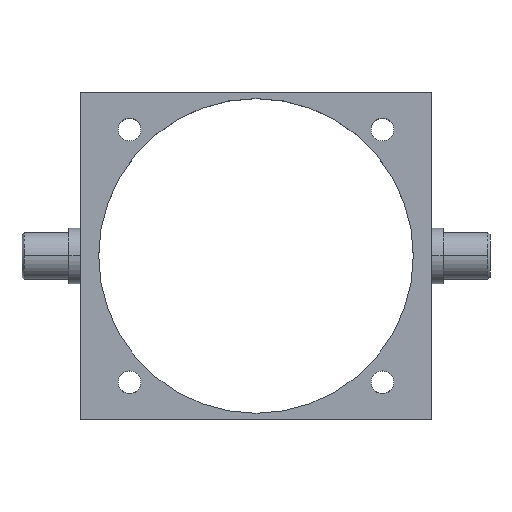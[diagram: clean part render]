
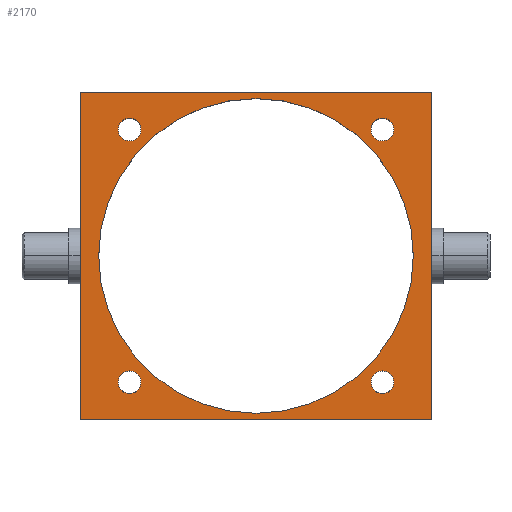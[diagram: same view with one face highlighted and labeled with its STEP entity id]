
A CAD part, top view. The second image highlights one B-rep face of the part: STEP entity #2170.
In plain terms, the highlighted planar face has unit normal (0, 0, 1).
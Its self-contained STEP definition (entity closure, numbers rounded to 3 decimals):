
#17 = ORIENTED_EDGE ( 'NONE', *, *, #851, .F. ) ;
#18 = ORIENTED_EDGE ( 'NONE', *, *, #819, .F. ) ;
#36 = ORIENTED_EDGE ( 'NONE', *, *, #809, .T. ) ;
#37 = ORIENTED_EDGE ( 'NONE', *, *, #810, .F. ) ;
#45 = ORIENTED_EDGE ( 'NONE', *, *, #740, .F. ) ;
#47 = ORIENTED_EDGE ( 'NONE', *, *, #797, .T. ) ;
#49 = ORIENTED_EDGE ( 'NONE', *, *, #984, .F. ) ;
#55 = ORIENTED_EDGE ( 'NONE', *, *, #733, .F. ) ;
#66 = ORIENTED_EDGE ( 'NONE', *, *, #960, .F. ) ;
#92 = ORIENTED_EDGE ( 'NONE', *, *, #914, .F. ) ;
#110 = ORIENTED_EDGE ( 'NONE', *, *, #787, .F. ) ;
#121 = ORIENTED_EDGE ( 'NONE', *, *, #815, .T. ) ;
#124 = ORIENTED_EDGE ( 'NONE', *, *, #922, .F. ) ;
#135 = ORIENTED_EDGE ( 'NONE', *, *, #772, .T. ) ;
#194 = DIRECTION ( 'NONE',  ( 1., 0., 0. ) ) ;
#195 = DIRECTION ( 'NONE',  ( 0., 0., 1. ) ) ;
#197 = CARTESIAN_POINT ( 'NONE',  ( 135., 135., 30. ) ) ;
#225 = CARTESIAN_POINT ( 'NONE',  ( 0., 0., 30. ) ) ;
#232 = DIRECTION ( 'NONE',  ( 0., 0., 1. ) ) ;
#236 = DIRECTION ( 'NONE',  ( 1., 0., 0. ) ) ;
#252 = VERTEX_POINT ( 'NONE', #319 ) ;
#258 = VERTEX_POINT ( 'NONE', #324 ) ;
#273 = VERTEX_POINT ( 'NONE', #335 ) ;
#274 = VERTEX_POINT ( 'NONE', #336 ) ;
#275 = VERTEX_POINT ( 'NONE', #337 ) ;
#298 = VERTEX_POINT ( 'NONE', #356 ) ;
#302 = CARTESIAN_POINT ( 'NONE',  ( 135., -135., 30. ) ) ;
#304 = VERTEX_POINT ( 'NONE', #363 ) ;
#319 = CARTESIAN_POINT ( 'NONE',  ( -122.875, -135., 30. ) ) ;
#324 = CARTESIAN_POINT ( 'NONE',  ( 187.5, 175., 30. ) ) ;
#335 = CARTESIAN_POINT ( 'NONE',  ( 147.125, -135., 30. ) ) ;
#336 = CARTESIAN_POINT ( 'NONE',  ( 122.875, 135., 30. ) ) ;
#337 = CARTESIAN_POINT ( 'NONE',  ( -187.5, 175., 30. ) ) ;
#356 = CARTESIAN_POINT ( 'NONE',  ( 122.875, -135., 30. ) ) ;
#363 = CARTESIAN_POINT ( 'NONE',  ( 168.1, 0., 30. ) ) ;
#368 = CARTESIAN_POINT ( 'NONE',  ( -187.5, -175., 30. ) ) ;
#373 = CARTESIAN_POINT ( 'NONE',  ( -168.1, 0., 30. ) ) ;
#374 = CARTESIAN_POINT ( 'NONE',  ( 187.5, -175., 30. ) ) ;
#376 = CARTESIAN_POINT ( 'NONE',  ( 147.125, 135., 30. ) ) ;
#380 = CARTESIAN_POINT ( 'NONE',  ( -122.875, 135., 30. ) ) ;
#382 = CARTESIAN_POINT ( 'NONE',  ( -147.125, 135., 30. ) ) ;
#399 = CARTESIAN_POINT ( 'NONE',  ( -147.125, -135., 30. ) ) ;
#403 = VERTEX_POINT ( 'NONE', #368 ) ;
#407 = VERTEX_POINT ( 'NONE', #373 ) ;
#408 = VERTEX_POINT ( 'NONE', #374 ) ;
#410 = VERTEX_POINT ( 'NONE', #376 ) ;
#413 = VERTEX_POINT ( 'NONE', #380 ) ;
#415 = VERTEX_POINT ( 'NONE', #382 ) ;
#461 = CARTESIAN_POINT ( 'NONE',  ( -187.5, -175., 30. ) ) ;
#469 = DIRECTION ( 'NONE',  ( 1., 0., 0. ) ) ;
#510 = VERTEX_POINT ( 'NONE', #399 ) ;
#517 = CARTESIAN_POINT ( 'NONE',  ( -187.5, 175., 30. ) ) ;
#525 = DIRECTION ( 'NONE',  ( -1., 0., 0. ) ) ;
#569 = CARTESIAN_POINT ( 'NONE',  ( -135., 135., 30. ) ) ;
#574 = DIRECTION ( 'NONE',  ( 1., 0., 0. ) ) ;
#575 = DIRECTION ( 'NONE',  ( 0., 0., 1. ) ) ;
#576 = DIRECTION ( 'NONE',  ( 0., -1., 0. ) ) ;
#577 = CARTESIAN_POINT ( 'NONE',  ( -187.5, 175., 30. ) ) ;
#578 = CARTESIAN_POINT ( 'NONE',  ( 135., -135., 30. ) ) ;
#662 = DIRECTION ( 'NONE',  ( 0., 1., 0. ) ) ;
#670 = CARTESIAN_POINT ( 'NONE',  ( 187.5, 175., 30. ) ) ;
#684 = DIRECTION ( 'NONE',  ( 0., 0., 1. ) ) ;
#697 = DIRECTION ( 'NONE',  ( 1., 0., 0. ) ) ;
#733 = EDGE_CURVE ( 'NONE', #407, #304, #2125, .T. ) ;
#740 = EDGE_CURVE ( 'NONE', #274, #410, #1974, .T. ) ;
#750 = AXIS2_PLACEMENT_3D ( 'NONE', #197, #195, #194 ) ;
#753 = AXIS2_PLACEMENT_3D ( 'NONE', #225, #232, #236 ) ;
#772 = EDGE_CURVE ( 'NONE', #403, #408, #1689, .T. ) ;
#783 = AXIS2_PLACEMENT_3D ( 'NONE', #1513, #1516, #1517 ) ;
#787 = EDGE_CURVE ( 'NONE', #413, #415, #1691, .T. ) ;
#788 = AXIS2_PLACEMENT_3D ( 'NONE', #2274, #2259, #2202 ) ;
#790 = AXIS2_PLACEMENT_3D ( 'NONE', #302, #1247, #1291 ) ;
#797 = EDGE_CURVE ( 'NONE', #408, #258, #1956, .T. ) ;
#809 = EDGE_CURVE ( 'NONE', #275, #403, #1997, .T. ) ;
#810 = EDGE_CURVE ( 'NONE', #298, #273, #1587, .T. ) ;
#815 = EDGE_CURVE ( 'NONE', #258, #275, #1588, .T. ) ;
#819 = EDGE_CURVE ( 'NONE', #273, #298, #1597, .T. ) ;
#831 = AXIS2_PLACEMENT_3D ( 'NONE', #1177, #1071, #996 ) ;
#832 = AXIS2_PLACEMENT_3D ( 'NONE', #1065, #1001, #1073 ) ;
#851 = EDGE_CURVE ( 'NONE', #510, #252, #1826, .T. ) ;
#907 = AXIS2_PLACEMENT_3D ( 'NONE', #569, #684, #697 ) ;
#910 = AXIS2_PLACEMENT_3D ( 'NONE', #578, #575, #574 ) ;
#914 = EDGE_CURVE ( 'NONE', #252, #510, #1657, .T. ) ;
#922 = EDGE_CURVE ( 'NONE', #410, #274, #1905, .T. ) ;
#944 = AXIS2_PLACEMENT_3D ( 'NONE', #2283, #2398, #2417 ) ;
#947 = AXIS2_PLACEMENT_3D ( 'NONE', #1325, #1307, #1264 ) ;
#960 = EDGE_CURVE ( 'NONE', #304, #407, #1698, .T. ) ;
#984 = EDGE_CURVE ( 'NONE', #415, #413, #1842, .T. ) ;
#996 = DIRECTION ( 'NONE',  ( 1., 0., 0. ) ) ;
#1001 = DIRECTION ( 'NONE',  ( 0., 0., 1. ) ) ;
#1065 = CARTESIAN_POINT ( 'NONE',  ( -135., -135., 30. ) ) ;
#1071 = DIRECTION ( 'NONE',  ( 0., 0., 1. ) ) ;
#1073 = DIRECTION ( 'NONE',  ( 1., 0., 0. ) ) ;
#1177 = CARTESIAN_POINT ( 'NONE',  ( 135., 135., 30. ) ) ;
#1247 = DIRECTION ( 'NONE',  ( 0., 0., 1. ) ) ;
#1264 = DIRECTION ( 'NONE',  ( 1., 0., 0. ) ) ;
#1291 = DIRECTION ( 'NONE',  ( 1., 0., 0. ) ) ;
#1307 = DIRECTION ( 'NONE',  ( 0., 0., 1. ) ) ;
#1325 = CARTESIAN_POINT ( 'NONE',  ( -135., -135., 30. ) ) ;
#1513 = CARTESIAN_POINT ( 'NONE',  ( 187.5, -175., 30. ) ) ;
#1514 = PLANE ( 'NONE',  #783 ) ;
#1516 = DIRECTION ( 'NONE',  ( 0., 0., 1. ) ) ;
#1517 = DIRECTION ( 'NONE',  ( 1., 0., 0. ) ) ;
#1585 = VECTOR ( 'NONE', #525, 1000. ) ;
#1587 = CIRCLE ( 'NONE', #910, 12.125 ) ;
#1588 = LINE ( 'NONE', #517, #1585 ) ;
#1597 = CIRCLE ( 'NONE', #790, 12.125 ) ;
#1614 = EDGE_LOOP ( 'NONE', ( #18, #37 ) ) ;
#1632 = EDGE_LOOP ( 'NONE', ( #92, #17 ) ) ;
#1657 = CIRCLE ( 'NONE', #832, 12.125 ) ;
#1689 = LINE ( 'NONE', #461, #1994 ) ;
#1691 = CIRCLE ( 'NONE', #907, 12.125 ) ;
#1698 = CIRCLE ( 'NONE', #944, 168.1 ) ;
#1712 = FACE_BOUND ( 'NONE', #1750, .T. ) ;
#1728 = EDGE_LOOP ( 'NONE', ( #55, #66 ) ) ;
#1750 = EDGE_LOOP ( 'NONE', ( #124, #45 ) ) ;
#1788 = EDGE_LOOP ( 'NONE', ( #47, #121, #36, #135 ) ) ;
#1826 = CIRCLE ( 'NONE', #947, 12.125 ) ;
#1842 = CIRCLE ( 'NONE', #788, 12.125 ) ;
#1849 = FACE_BOUND ( 'NONE', #1978, .T. ) ;
#1852 = FACE_BOUND ( 'NONE', #1632, .T. ) ;
#1893 = VECTOR ( 'NONE', #662, 1000. ) ;
#1905 = CIRCLE ( 'NONE', #831, 12.125 ) ;
#1916 = FACE_OUTER_BOUND ( 'NONE', #1788, .T. ) ;
#1939 = FACE_BOUND ( 'NONE', #1728, .T. ) ;
#1956 = LINE ( 'NONE', #670, #1893 ) ;
#1962 = FACE_BOUND ( 'NONE', #1614, .T. ) ;
#1974 = CIRCLE ( 'NONE', #750, 12.125 ) ;
#1978 = EDGE_LOOP ( 'NONE', ( #110, #49 ) ) ;
#1994 = VECTOR ( 'NONE', #469, 1000. ) ;
#1997 = LINE ( 'NONE', #577, #1999 ) ;
#1999 = VECTOR ( 'NONE', #576, 1000. ) ;
#2125 = CIRCLE ( 'NONE', #753, 168.1 ) ;
#2170 = ADVANCED_FACE ( 'NONE', ( #1962, #1852, #1849, #1712, #1916, #1939 ), #1514, .T. ) ;
#2202 = DIRECTION ( 'NONE',  ( 1., 0., 0. ) ) ;
#2259 = DIRECTION ( 'NONE',  ( 0., 0., 1. ) ) ;
#2274 = CARTESIAN_POINT ( 'NONE',  ( -135., 135., 30. ) ) ;
#2283 = CARTESIAN_POINT ( 'NONE',  ( 0., 0., 30. ) ) ;
#2398 = DIRECTION ( 'NONE',  ( 0., 0., 1. ) ) ;
#2417 = DIRECTION ( 'NONE',  ( 1., 0., 0. ) ) ;
